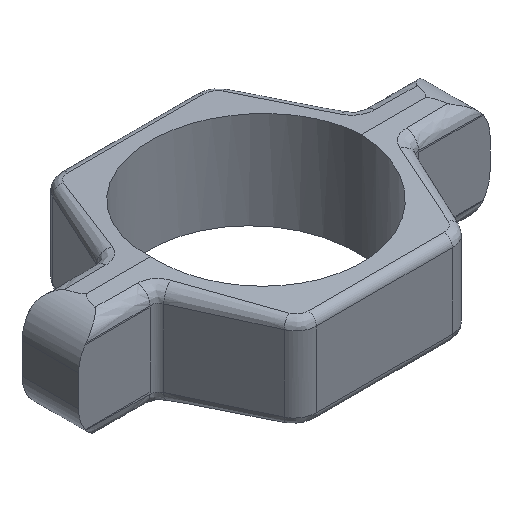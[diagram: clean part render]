
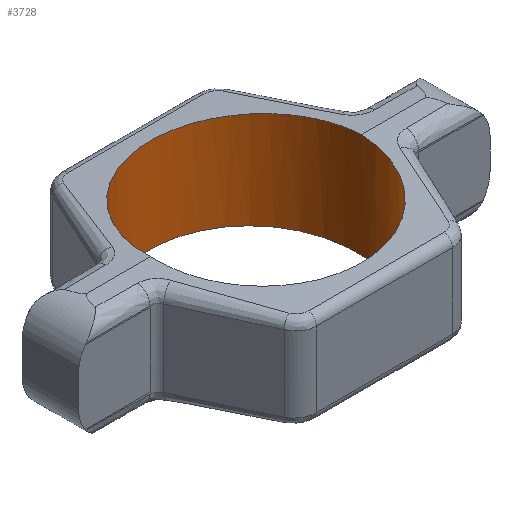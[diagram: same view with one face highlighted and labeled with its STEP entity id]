
A CAD part, isometric view. The second image highlights one B-rep face of the part: STEP entity #3728.
In plain terms, the highlighted cylindrical face has radius 36.513 mm (diameter 73.025 mm), a full revolution.
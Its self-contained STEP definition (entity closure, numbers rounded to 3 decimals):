
#21 = CARTESIAN_POINT ( 'NONE',  ( 36.513, 0., -18.085 ) ) ;
#88 = CARTESIAN_POINT ( 'NONE',  ( -36.513, 0., 18.085 ) ) ;
#269 = CARTESIAN_POINT ( 'NONE',  ( -36.513, 73.025, -14.449 ) ) ;
#399 = VERTEX_POINT ( 'NONE', #21 ) ;
#457 = CARTESIAN_POINT ( 'NONE',  ( 36.513, 0., 18.085 ) ) ;
#595 = ORIENTED_EDGE ( 'NONE', *, *, #1536, .F. ) ;
#683 = AXIS2_PLACEMENT_3D ( 'NONE', #3229, #3211, #2816 ) ;
#903 = CARTESIAN_POINT ( 'NONE',  ( -36.513, -73.025, 14.449 ) ) ;
#1074 = CARTESIAN_POINT ( 'NONE',  ( 36.512, -73.025, -14.449 ) ) ;
#1332 = CARTESIAN_POINT ( 'NONE',  ( -36.513, 0., 18.085 ) ) ;
#1371 = EDGE_LOOP ( 'NONE', ( #3325, #2899 ) ) ;
#1536 = EDGE_CURVE ( 'NONE', #4157, #399, #1810, .T. ) ;
#1546 = CARTESIAN_POINT ( 'NONE',  ( 36.513, 0., 18.085 ) ) ;
#1723 = CARTESIAN_POINT ( 'NONE',  ( 36.512, 73.025, 14.449 ) ) ;
#1744 = EDGE_CURVE ( 'NONE', #1902, #3549, #4597, .T. ) ;
#1810 =( BOUNDED_CURVE ( )  B_SPLINE_CURVE ( 3, ( #2853, #4495, #1074, #4923 ),
 .UNSPECIFIED., .F., .F. ) 
 B_SPLINE_CURVE_WITH_KNOTS ( ( 4, 4 ),
 ( 1.571, 4.712 ),
 .UNSPECIFIED. ) 
 CURVE ( )  GEOMETRIC_REPRESENTATION_ITEM ( )  RATIONAL_B_SPLINE_CURVE ( ( 1., 0.333, 0.333, 1. ) ) 
 REPRESENTATION_ITEM ( '' )  );
#1840 = ORIENTED_EDGE ( 'NONE', *, *, #5416, .F. ) ;
#1902 = VERTEX_POINT ( 'NONE', #1546 ) ;
#1978 = FACE_OUTER_BOUND ( 'NONE', #1371, .T. ) ;
#2550 = CARTESIAN_POINT ( 'NONE',  ( -36.513, 0., -18.085 ) ) ;
#2572 = CARTESIAN_POINT ( 'NONE',  ( 36.513, 0., 18.085 ) ) ;
#2590 = CARTESIAN_POINT ( 'NONE',  ( -36.513, 73.025, 14.449 ) ) ;
#2816 = DIRECTION ( 'NONE',  ( -1., 0., 0. ) ) ;
#2853 = CARTESIAN_POINT ( 'NONE',  ( -36.513, 0., -18.085 ) ) ;
#2899 = ORIENTED_EDGE ( 'NONE', *, *, #3224, .F. ) ;
#2972 = CYLINDRICAL_SURFACE ( 'NONE', #683, 36.513 ) ;
#3211 = DIRECTION ( 'NONE',  ( 0., 0., -1. ) ) ;
#3224 = EDGE_CURVE ( 'NONE', #3549, #1902, #5489, .T. ) ;
#3229 = CARTESIAN_POINT ( 'NONE',  ( 0., 0., 15.875 ) ) ;
#3325 = ORIENTED_EDGE ( 'NONE', *, *, #1744, .F. ) ;
#3479 = CARTESIAN_POINT ( 'NONE',  ( 36.513, -73.025, 14.449 ) ) ;
#3549 = VERTEX_POINT ( 'NONE', #4624 ) ;
#3699 = CARTESIAN_POINT ( 'NONE',  ( 36.512, 73.025, -14.449 ) ) ;
#3728 = ADVANCED_FACE ( 'NONE', ( #1978, #3973 ), #2972, .F. ) ;
#3973 = FACE_OUTER_BOUND ( 'NONE', #4360, .T. ) ;
#4157 = VERTEX_POINT ( 'NONE', #2550 ) ;
#4360 = EDGE_LOOP ( 'NONE', ( #1840, #595 ) ) ;
#4495 = CARTESIAN_POINT ( 'NONE',  ( -36.513, -73.025, -14.449 ) ) ;
#4597 =( BOUNDED_CURVE ( )  B_SPLINE_CURVE ( 3, ( #457, #3479, #903, #88 ),
 .UNSPECIFIED., .F., .F. ) 
 B_SPLINE_CURVE_WITH_KNOTS ( ( 4, 4 ),
 ( 4.712, 7.854 ),
 .UNSPECIFIED. ) 
 CURVE ( )  GEOMETRIC_REPRESENTATION_ITEM ( )  RATIONAL_B_SPLINE_CURVE ( ( 1., 0.333, 0.333, 1. ) ) 
 REPRESENTATION_ITEM ( '' )  );
#4624 = CARTESIAN_POINT ( 'NONE',  ( -36.513, 0., 18.085 ) ) ;
#4814 =( BOUNDED_CURVE ( )  B_SPLINE_CURVE ( 3, ( #5401, #3699, #269, #5421 ),
 .UNSPECIFIED., .F., .F. ) 
 B_SPLINE_CURVE_WITH_KNOTS ( ( 4, 4 ),
 ( 1.571, 4.712 ),
 .UNSPECIFIED. ) 
 CURVE ( )  GEOMETRIC_REPRESENTATION_ITEM ( )  RATIONAL_B_SPLINE_CURVE ( ( 1., 0.333, 0.333, 1. ) ) 
 REPRESENTATION_ITEM ( '' )  );
#4923 = CARTESIAN_POINT ( 'NONE',  ( 36.513, 0., -18.085 ) ) ;
#5401 = CARTESIAN_POINT ( 'NONE',  ( 36.513, 0., -18.085 ) ) ;
#5416 = EDGE_CURVE ( 'NONE', #399, #4157, #4814, .T. ) ;
#5421 = CARTESIAN_POINT ( 'NONE',  ( -36.513, 0., -18.085 ) ) ;
#5489 =( BOUNDED_CURVE ( )  B_SPLINE_CURVE ( 3, ( #1332, #2590, #1723, #2572 ),
 .UNSPECIFIED., .F., .F. ) 
 B_SPLINE_CURVE_WITH_KNOTS ( ( 4, 4 ),
 ( 4.712, 7.854 ),
 .UNSPECIFIED. ) 
 CURVE ( )  GEOMETRIC_REPRESENTATION_ITEM ( )  RATIONAL_B_SPLINE_CURVE ( ( 1., 0.333, 0.333, 1. ) ) 
 REPRESENTATION_ITEM ( '' )  );
